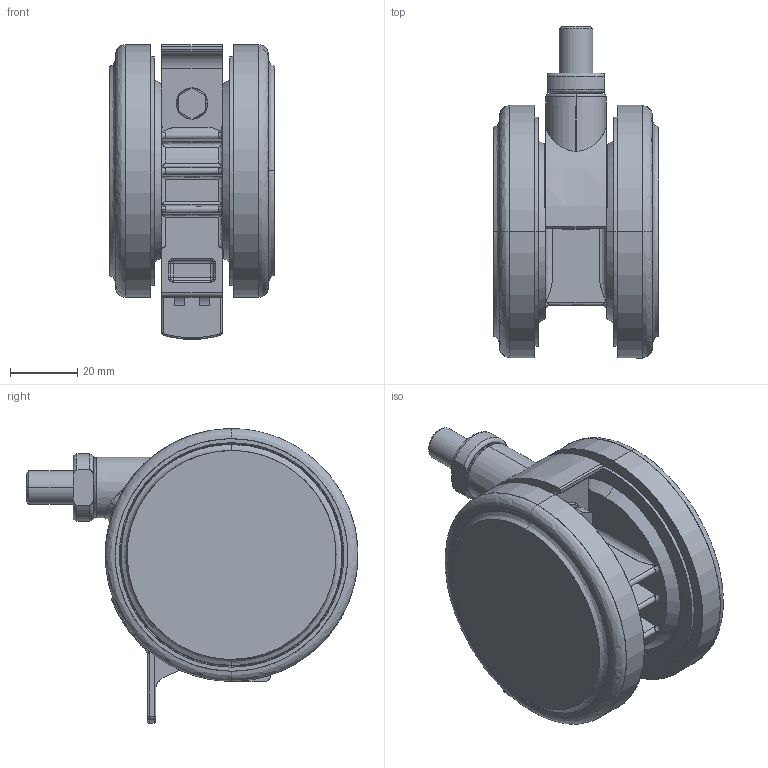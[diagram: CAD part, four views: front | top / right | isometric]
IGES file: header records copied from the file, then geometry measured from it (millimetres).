
Start section: SolidWorks IGES file using analytic representation for surfaces
Global section: file name: TCA-CFW075N10S.IGS; native system: SolidWorks 2015; preprocessor: SolidWorks 2015; author: Yoshitsune; date: 160829.084732; units: millimetre
Bounding box: 49 x 98.5 x 87.5 mm (x, y, z)
Surface area: 81427.7 mm2 (no closed solid volume)
Topology: 0 solids, 0 shells, 1455 faces, 15816 edges, 15778 vertices
Faces by surface type: revolution 747, bspline 708
